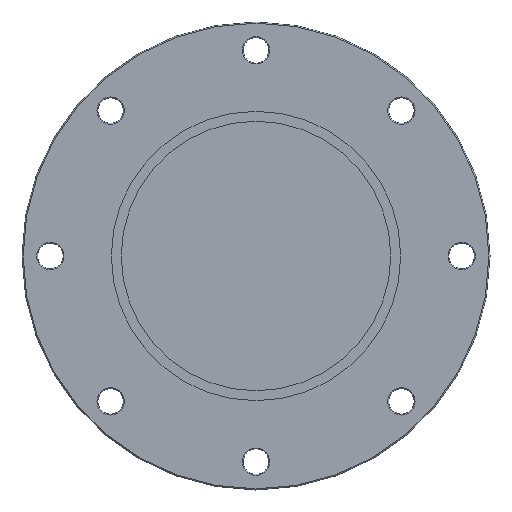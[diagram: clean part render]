
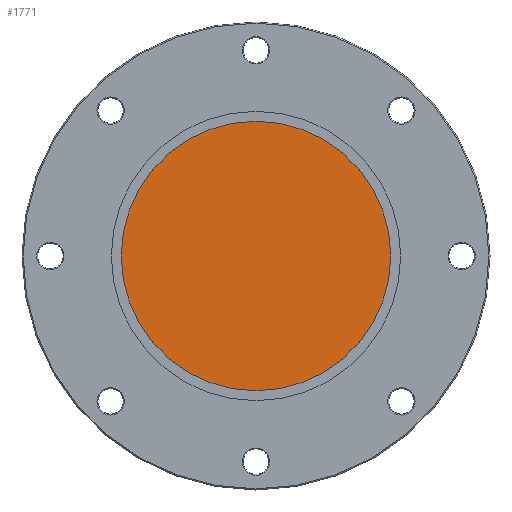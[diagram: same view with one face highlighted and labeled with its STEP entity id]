
A CAD part, left-side view. The second image highlights one B-rep face of the part: STEP entity #1771.
In plain terms, the highlighted planar face has unit normal (-1, 0, 0).
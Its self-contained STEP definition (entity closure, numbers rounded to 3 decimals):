
#185 = DIRECTION ( 'NONE',  ( -1., 0., 0. ) ) ;
#188 = CARTESIAN_POINT ( 'NONE',  ( 0., 0., 0. ) ) ;
#198 = DIRECTION ( 'NONE',  ( 0., 0., 1. ) ) ;
#428 = CARTESIAN_POINT ( 'NONE',  ( 0., 0., -47.5 ) ) ;
#430 = CARTESIAN_POINT ( 'NONE',  ( 0., 0., 47.5 ) ) ;
#531 = EDGE_LOOP ( 'NONE', ( #657, #946 ) ) ;
#657 = ORIENTED_EDGE ( 'NONE', *, *, #1721, .T. ) ;
#870 = VERTEX_POINT ( 'NONE', #428 ) ;
#894 = VERTEX_POINT ( 'NONE', #430 ) ;
#946 = ORIENTED_EDGE ( 'NONE', *, *, #1185, .T. ) ;
#995 = DIRECTION ( 'NONE',  ( 1., 0., 0. ) ) ;
#1004 = PLANE ( 'NONE',  #1407 ) ;
#1014 = DIRECTION ( 'NONE',  ( 0., 0., -1. ) ) ;
#1056 = CARTESIAN_POINT ( 'NONE',  ( 0., 0., 0. ) ) ;
#1061 = FACE_OUTER_BOUND ( 'NONE', #531, .T. ) ;
#1185 = EDGE_CURVE ( 'NONE', #870, #894, #1639, .T. ) ;
#1289 = DIRECTION ( 'NONE',  ( -1., 0., 0. ) ) ;
#1290 = DIRECTION ( 'NONE',  ( 0., 0., 1. ) ) ;
#1348 = CARTESIAN_POINT ( 'NONE',  ( 0., 0., 0. ) ) ;
#1407 = AXIS2_PLACEMENT_3D ( 'NONE', #1056, #995, #1014 ) ;
#1550 = CIRCLE ( 'NONE', #1559, 47.5 ) ;
#1559 = AXIS2_PLACEMENT_3D ( 'NONE', #1348, #1289, #1290 ) ;
#1639 = CIRCLE ( 'NONE', #1671, 47.5 ) ;
#1671 = AXIS2_PLACEMENT_3D ( 'NONE', #188, #185, #198 ) ;
#1721 = EDGE_CURVE ( 'NONE', #894, #870, #1550, .T. ) ;
#1771 = ADVANCED_FACE ( 'NONE', ( #1061 ), #1004, .F. ) ;
